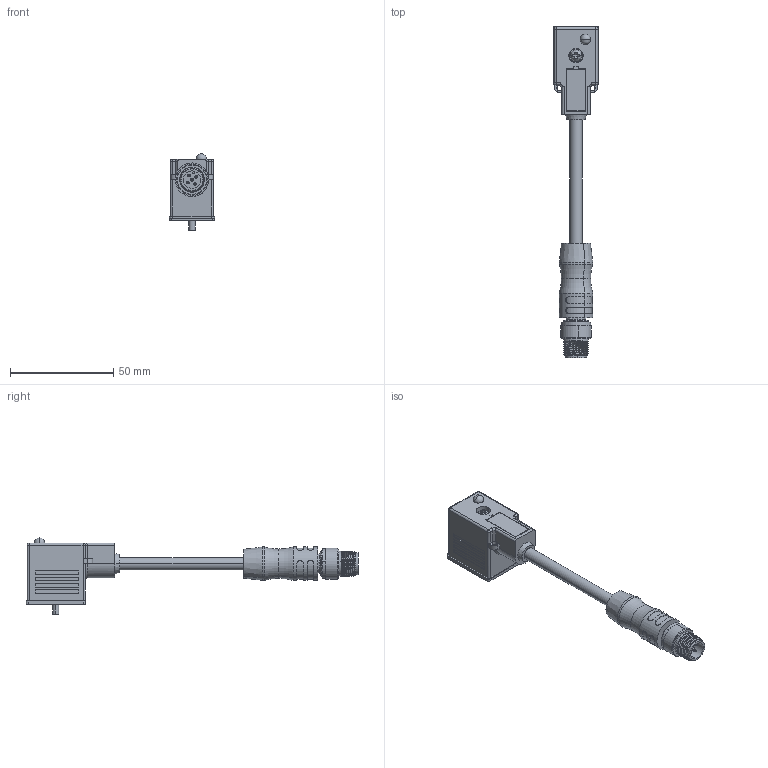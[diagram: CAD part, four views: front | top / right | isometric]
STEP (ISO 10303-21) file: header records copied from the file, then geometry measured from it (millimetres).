
FILE_DESCRIPTION (( 'STEP AP203' ), '1' );
FILE_NAME ('VB21R-024-M12-2M-LV.STEP', '2025-04-10T02:58:15', ( '' ), ( '' ), 'SwSTEP 2.0', 'SolidWorks 2018', '' );
FILE_SCHEMA (( 'CONFIG_CONTROL_DESIGN' ));
Length unit declared in the file: millimetre
Products named in the file (1): VB21R-024-M12-2M-LV
Bounding box: 21.8 x 160.7 x 36.9 mm (x, y, z)
Volume: 28851 mm3; surface area: 16056.8 mm2
Topology: 6 solids, 8 shells, 783 faces, 2138 edges, 1382 vertices
Faces by surface type: plane 479, cylinder 242, cone 28, sphere 16, bspline 12, torus 6
Entity records: 28503 total; most frequent: CARTESIAN_POINT 8549, ORIENTED_EDGE 4230, DIRECTION 4058, EDGE_CURVE 2115, VECTOR 1394, LINE 1394, VERTEX_POINT 1375, AXIS2_PLACEMENT_3D 1332
